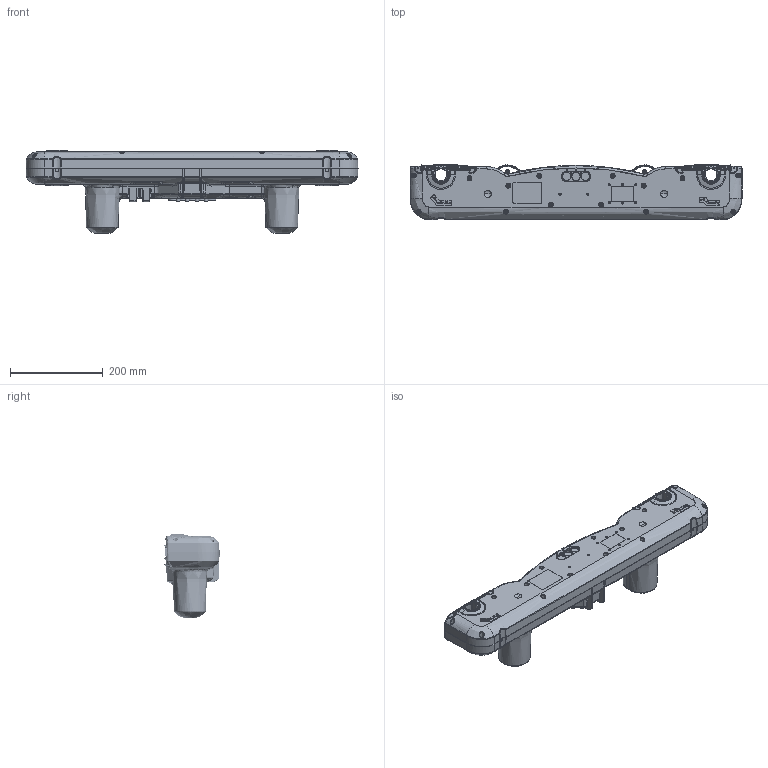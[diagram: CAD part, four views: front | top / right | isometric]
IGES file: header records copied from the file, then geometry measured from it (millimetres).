
Start section: SolidWorks IGES file using analytic representation for surfaces
Global section: file name: Duo 8.IGS; native system: SolidWorks 2008; preprocessor: SolidWorks 2008; author: CKuhn; date: 111205.133632; units: millimetre
Bounding box: 714 x 118.67 x 178.93 mm (x, y, z)
Surface area: 397884.6 mm2 (no closed solid volume)
Topology: 0 solids, 0 shells, 3306 faces, 33935 edges, 33839 vertices
Faces by surface type: bspline 2243, revolution 1063
